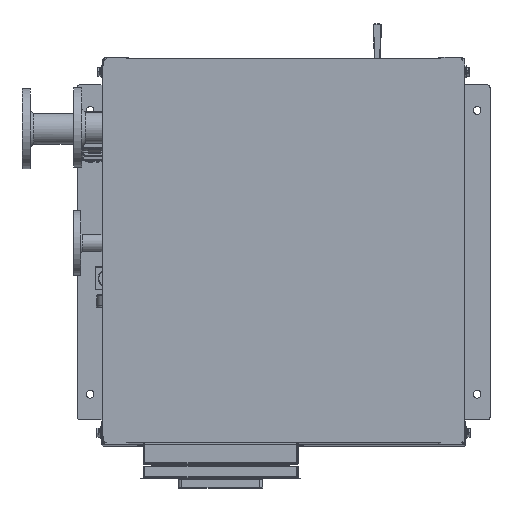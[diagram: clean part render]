
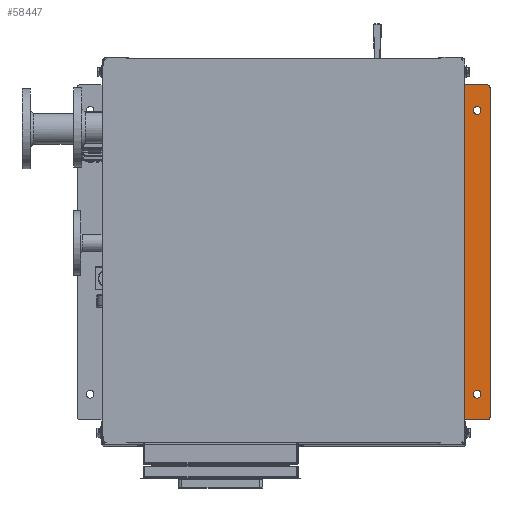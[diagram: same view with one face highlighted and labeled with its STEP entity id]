
A CAD part, top view. The second image highlights one B-rep face of the part: STEP entity #58447.
In plain terms, the highlighted planar face has unit normal (0, 0, 1).
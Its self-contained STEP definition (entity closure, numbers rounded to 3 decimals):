
#5467=FACE_BOUND('',#22916,.T.);
#5468=FACE_BOUND('',#22917,.T.);
#6810=PLANE('',#63512);
#10684=LINE('',#98061,#15136);
#10691=LINE('',#98081,#15143);
#10692=LINE('',#98083,#15144);
#10693=LINE('',#98086,#15145);
#15136=VECTOR('',#76456,10.);
#15143=VECTOR('',#76481,10.);
#15144=VECTOR('',#76482,10.);
#15145=VECTOR('',#76485,10.);
#19320=FACE_OUTER_BOUND('',#22915,.T.);
#22915=EDGE_LOOP('',(#51174,#51175,#51176,#51177,#51178,#51179));
#22916=EDGE_LOOP('',(#51180));
#22917=EDGE_LOOP('',(#51181));
#25911=CIRCLE('',#63513,5.);
#25912=CIRCLE('',#63514,5.);
#25913=CIRCLE('',#63515,7.5);
#25914=CIRCLE('',#63516,7.5);
#30396=VERTEX_POINT('',#98059);
#30397=VERTEX_POINT('',#98060);
#30400=VERTEX_POINT('',#98078);
#30401=VERTEX_POINT('',#98079);
#30402=VERTEX_POINT('',#98082);
#30403=VERTEX_POINT('',#98084);
#30404=VERTEX_POINT('',#98087);
#30405=VERTEX_POINT('',#98089);
#37583=EDGE_CURVE('',#30396,#30397,#10684,.T.);
#37594=EDGE_CURVE('',#30400,#30401,#25911,.T.);
#37595=EDGE_CURVE('',#30397,#30400,#10691,.T.);
#37596=EDGE_CURVE('',#30402,#30396,#10692,.T.);
#37597=EDGE_CURVE('',#30403,#30402,#25912,.T.);
#37598=EDGE_CURVE('',#30401,#30403,#10693,.T.);
#37599=EDGE_CURVE('',#30404,#30404,#25913,.T.);
#37600=EDGE_CURVE('',#30405,#30405,#25914,.T.);
#51174=ORIENTED_EDGE('',*,*,#37594,.F.);
#51175=ORIENTED_EDGE('',*,*,#37595,.F.);
#51176=ORIENTED_EDGE('',*,*,#37583,.F.);
#51177=ORIENTED_EDGE('',*,*,#37596,.F.);
#51178=ORIENTED_EDGE('',*,*,#37597,.F.);
#51179=ORIENTED_EDGE('',*,*,#37598,.F.);
#51180=ORIENTED_EDGE('',*,*,#37599,.T.);
#51181=ORIENTED_EDGE('',*,*,#37600,.T.);
#58447=ADVANCED_FACE('',(#19320,#5467,#5468),#6810,.T.);
#63512=AXIS2_PLACEMENT_3D('',#98077,#76477,#76478);
#63513=AXIS2_PLACEMENT_3D('',#98080,#76479,#76480);
#63514=AXIS2_PLACEMENT_3D('',#98085,#76483,#76484);
#63515=AXIS2_PLACEMENT_3D('',#98088,#76486,#76487);
#63516=AXIS2_PLACEMENT_3D('',#98090,#76488,#76489);
#76456=DIRECTION('',(0.,1.,0.));
#76477=DIRECTION('center_axis',(0.,0.,1.));
#76478=DIRECTION('ref_axis',(1.,0.,0.));
#76479=DIRECTION('center_axis',(0.,0.,-1.));
#76480=DIRECTION('ref_axis',(0.707,0.707,0.));
#76481=DIRECTION('',(1.,0.,0.));
#76482=DIRECTION('',(-1.,0.,0.));
#76483=DIRECTION('center_axis',(0.,0.,-1.));
#76484=DIRECTION('ref_axis',(0.707,-0.707,0.));
#76485=DIRECTION('',(0.,-1.,0.));
#76486=DIRECTION('center_axis',(0.,0.,-1.));
#76487=DIRECTION('ref_axis',(1.,0.,0.));
#76488=DIRECTION('center_axis',(0.,0.,-1.));
#76489=DIRECTION('ref_axis',(1.,0.,0.));
#98059=CARTESIAN_POINT('',(350.,-324.5,3.));
#98060=CARTESIAN_POINT('',(350.,324.5,3.));
#98061=CARTESIAN_POINT('',(350.,324.5,3.));
#98077=CARTESIAN_POINT('Origin',(373.5,0.,3.));
#98078=CARTESIAN_POINT('',(395.,324.5,3.));
#98079=CARTESIAN_POINT('',(400.,319.5,3.));
#98080=CARTESIAN_POINT('Origin',(395.,319.5,3.));
#98081=CARTESIAN_POINT('',(400.,324.5,3.));
#98082=CARTESIAN_POINT('',(395.,-324.5,3.));
#98083=CARTESIAN_POINT('',(347.,-324.5,3.));
#98084=CARTESIAN_POINT('',(400.,-319.5,3.));
#98085=CARTESIAN_POINT('Origin',(395.,-319.5,3.));
#98086=CARTESIAN_POINT('',(400.,-324.5,3.));
#98087=CARTESIAN_POINT('',(367.5,275.,3.));
#98088=CARTESIAN_POINT('Origin',(375.,275.,3.));
#98089=CARTESIAN_POINT('',(367.5,-275.,3.));
#98090=CARTESIAN_POINT('Origin',(375.,-275.,3.));
